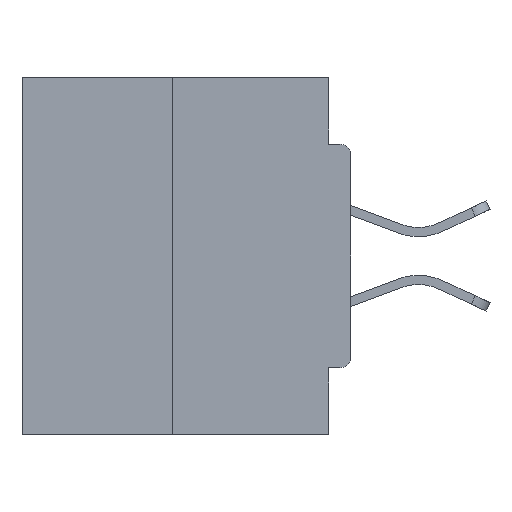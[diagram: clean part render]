
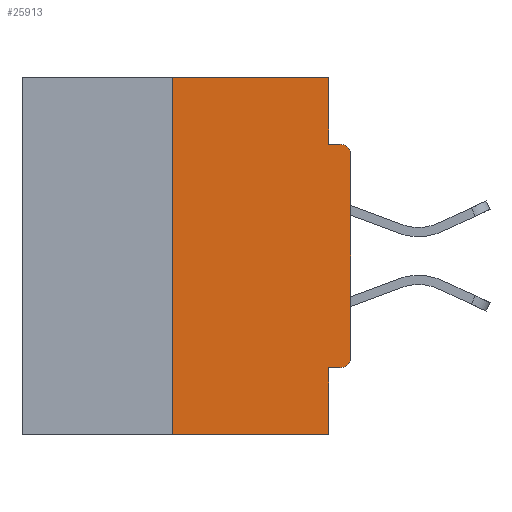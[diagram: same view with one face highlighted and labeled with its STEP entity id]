
A CAD part, left-side view. The second image highlights one B-rep face of the part: STEP entity #25913.
In plain terms, the highlighted planar face has unit normal (-1, 0, 0).
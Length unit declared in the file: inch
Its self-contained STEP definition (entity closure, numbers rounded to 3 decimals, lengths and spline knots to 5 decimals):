
#204 = EDGE_LOOP ( 'NONE', ( #5050, #5786, #11738, #1884, #6867, #11067, #26434, #21763, #30712, #11759 ) ) ;
#339 = VERTEX_POINT ( 'NONE', #24993 ) ;
#342 = AXIS2_PLACEMENT_3D ( 'NONE', #19535, #16832, #16955 ) ;
#892 = CARTESIAN_POINT ( 'NONE',  ( 0., 0., 0. ) ) ;
#1335 = EDGE_CURVE ( 'NONE', #10825, #35959, #16192, .T. ) ;
#1842 = DIRECTION ( 'NONE',  ( -1., 0., 0. ) ) ;
#1884 = ORIENTED_EDGE ( 'NONE', *, *, #13980, .F. ) ;
#1995 = DIRECTION ( 'NONE',  ( 0., 0., 1. ) ) ;
#2828 = CARTESIAN_POINT ( 'NONE',  ( 0., 0.031, -0.5 ) ) ;
#4446 = CARTESIAN_POINT ( 'NONE',  ( 0., 0.015, -0.1085 ) ) ;
#4571 = PLANE ( 'NONE',  #27166 ) ;
#5050 = ORIENTED_EDGE ( 'NONE', *, *, #21646, .F. ) ;
#5115 = CIRCLE ( 'NONE', #14463, 0.015 ) ;
#5331 = DIRECTION ( 'NONE',  ( 0., -1., 0. ) ) ;
#5786 = ORIENTED_EDGE ( 'NONE', *, *, #19501, .F. ) ;
#6015 = LINE ( 'NONE', #2828, #27600 ) ;
#6481 = CARTESIAN_POINT ( 'NONE',  ( 0., 0.46, 0. ) ) ;
#6604 = DIRECTION ( 'NONE',  ( 0., -1., 0. ) ) ;
#6867 = ORIENTED_EDGE ( 'NONE', *, *, #34892, .F. ) ;
#7002 = FACE_OUTER_BOUND ( 'NONE', #204, .T. ) ;
#7026 = DIRECTION ( 'NONE',  ( 0., 0., 1. ) ) ;
#7283 = CIRCLE ( 'NONE', #342, 0.015 ) ;
#9432 = CARTESIAN_POINT ( 'NONE',  ( 0., 0.031, 0. ) ) ;
#9521 = LINE ( 'NONE', #27828, #18755 ) ;
#9537 = CARTESIAN_POINT ( 'NONE',  ( 0., 0.015, -0.0935 ) ) ;
#10825 = VERTEX_POINT ( 'NONE', #9432 ) ;
#11067 = ORIENTED_EDGE ( 'NONE', *, *, #27927, .T. ) ;
#11337 = VERTEX_POINT ( 'NONE', #23734 ) ;
#11387 = CARTESIAN_POINT ( 'NONE',  ( 0., 0.25, -0.5 ) ) ;
#11738 = ORIENTED_EDGE ( 'NONE', *, *, #27410, .T. ) ;
#11759 = ORIENTED_EDGE ( 'NONE', *, *, #1335, .F. ) ;
#12022 = VERTEX_POINT ( 'NONE', #32566 ) ;
#13980 = EDGE_CURVE ( 'NONE', #33432, #339, #6015, .T. ) ;
#14463 = AXIS2_PLACEMENT_3D ( 'NONE', #4446, #1842, #18336 ) ;
#14894 = VECTOR ( 'NONE', #23868, 39.37008 ) ;
#15647 = DIRECTION ( 'NONE',  ( 1., 0., 0. ) ) ;
#16192 = LINE ( 'NONE', #28137, #23208 ) ;
#16832 = DIRECTION ( 'NONE',  ( -1., 0., 0. ) ) ;
#16955 = DIRECTION ( 'NONE',  ( 0., 0., -1. ) ) ;
#17723 = LINE ( 'NONE', #22193, #19511 ) ;
#18336 = DIRECTION ( 'NONE',  ( 0., 0., -1. ) ) ;
#18423 = LINE ( 'NONE', #892, #35590 ) ;
#18755 = VECTOR ( 'NONE', #21999, 39.37008 ) ;
#19301 = LINE ( 'NONE', #20927, #14894 ) ;
#19501 = EDGE_CURVE ( 'NONE', #26341, #12022, #22703, .T. ) ;
#19511 = VECTOR ( 'NONE', #5331, 39.37008 ) ;
#19535 = CARTESIAN_POINT ( 'NONE',  ( 0., 0.015, -0.3915 ) ) ;
#20927 = CARTESIAN_POINT ( 'NONE',  ( 0., 0., -0.4065 ) ) ;
#21016 = VERTEX_POINT ( 'NONE', #9537 ) ;
#21176 = CARTESIAN_POINT ( 'NONE',  ( 0., 0.46, 0. ) ) ;
#21646 = EDGE_CURVE ( 'NONE', #12022, #10825, #27856, .T. ) ;
#21763 = ORIENTED_EDGE ( 'NONE', *, *, #27251, .T. ) ;
#21999 = DIRECTION ( 'NONE',  ( 0., -1., 0. ) ) ;
#22193 = CARTESIAN_POINT ( 'NONE',  ( 0., 0., -0.0935 ) ) ;
#22703 = LINE ( 'NONE', #32773, #31991 ) ;
#23208 = VECTOR ( 'NONE', #36365, 39.37008 ) ;
#23663 = EDGE_CURVE ( 'NONE', #35959, #21016, #17723, .T. ) ;
#23734 = CARTESIAN_POINT ( 'NONE',  ( 0., 0., -0.3915 ) ) ;
#23868 = DIRECTION ( 'NONE',  ( 0., 1., 0. ) ) ;
#24215 = DIRECTION ( 'NONE',  ( 0., 0., -1. ) ) ;
#24993 = CARTESIAN_POINT ( 'NONE',  ( 0., 0.031, -0.5 ) ) ;
#24997 = VERTEX_POINT ( 'NONE', #33971 ) ;
#25913 = ADVANCED_FACE ( 'NONE', ( #7002 ), #4571, .F. ) ;
#26341 = VERTEX_POINT ( 'NONE', #11387 ) ;
#26434 = ORIENTED_EDGE ( 'NONE', *, *, #35728, .T. ) ;
#27166 = AXIS2_PLACEMENT_3D ( 'NONE', #21176, #15647, #24215 ) ;
#27251 = EDGE_CURVE ( 'NONE', #35510, #21016, #5115, .T. ) ;
#27397 = CARTESIAN_POINT ( 'NONE',  ( 0., 0., -0.1085 ) ) ;
#27410 = EDGE_CURVE ( 'NONE', #26341, #339, #9521, .T. ) ;
#27600 = VECTOR ( 'NONE', #36167, 39.37008 ) ;
#27828 = CARTESIAN_POINT ( 'NONE',  ( 0., 0.46, -0.5 ) ) ;
#27856 = LINE ( 'NONE', #6481, #29180 ) ;
#27927 = EDGE_CURVE ( 'NONE', #24997, #11337, #7283, .T. ) ;
#28137 = CARTESIAN_POINT ( 'NONE',  ( 0., 0.031, 0. ) ) ;
#29180 = VECTOR ( 'NONE', #6604, 39.37008 ) ;
#30712 = ORIENTED_EDGE ( 'NONE', *, *, #23663, .F. ) ;
#31884 = CARTESIAN_POINT ( 'NONE',  ( 0., 0.031, -0.0935 ) ) ;
#31991 = VECTOR ( 'NONE', #1995, 39.37008 ) ;
#32566 = CARTESIAN_POINT ( 'NONE',  ( 0., 0.25, 0. ) ) ;
#32773 = CARTESIAN_POINT ( 'NONE',  ( 0., 0.25, 0. ) ) ;
#33432 = VERTEX_POINT ( 'NONE', #35845 ) ;
#33971 = CARTESIAN_POINT ( 'NONE',  ( 0., 0.015, -0.4065 ) ) ;
#34892 = EDGE_CURVE ( 'NONE', #24997, #33432, #19301, .T. ) ;
#35510 = VERTEX_POINT ( 'NONE', #27397 ) ;
#35590 = VECTOR ( 'NONE', #7026, 39.37008 ) ;
#35728 = EDGE_CURVE ( 'NONE', #11337, #35510, #18423, .T. ) ;
#35845 = CARTESIAN_POINT ( 'NONE',  ( 0., 0.031, -0.4065 ) ) ;
#35959 = VERTEX_POINT ( 'NONE', #31884 ) ;
#36167 = DIRECTION ( 'NONE',  ( 0., 0., -1. ) ) ;
#36365 = DIRECTION ( 'NONE',  ( 0., 0., -1. ) ) ;
